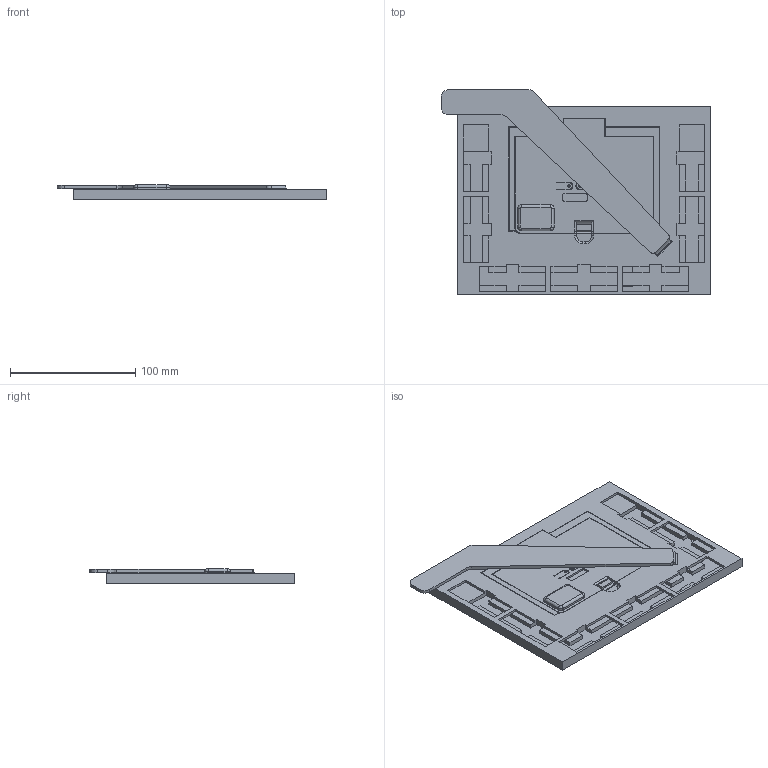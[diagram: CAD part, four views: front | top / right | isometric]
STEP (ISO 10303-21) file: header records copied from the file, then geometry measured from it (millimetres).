
FILE_DESCRIPTION(/* description */ ('','CAx-IF Rec.Pracs.---Representation and Presentation of Product Manufacturing Information (PMI)---4.0---2014-10-13'),/* implementation_level */ '2;1');
FILE_NAME(/* name */ 'Aeon Thin Frame Insert.step',/* time_stamp */ '2025-02-22T00:00:00+00:00',/* author */ (''),/* organization */ (''),/* preprocessor_version */ 'ST-DEVELOPER v20',/* originating_system */ 'Autodesk Translation Framework v13.20.0.188',/* authorisation */ '');
FILE_SCHEMA (('AP242_MANAGED_MODEL_BASED_3D_ENGINEERING_MIM_LF { 1 0 10303 442 1 1 4 }'));
Length unit declared in the file: millimetre
Products named in the file (1): Aeon Thin Frame Insert v4
Bounding box: 215 x 163 x 11.5 mm (x, y, z)
Volume: 158210.3 mm3; surface area: 111842.5 mm2
Topology: 5 solids, 5 shells, 467 faces, 1264 edges, 821 vertices
Faces by surface type: plane 346, cylinder 93, bspline 16, torus 8, sphere 4
Full cylindrical faces by diameter (mm): 1.8 x4, 2 x2, 2.5 x4, 4.9 x4
Entity records: 14762 total; most frequent: CARTESIAN_POINT 2841, ORIENTED_EDGE 2528, DIRECTION 2359, EDGE_CURVE 1264, LINE 1021, VECTOR 1021, VERTEX_POINT 821, AXIS2_PLACEMENT_3D 669
